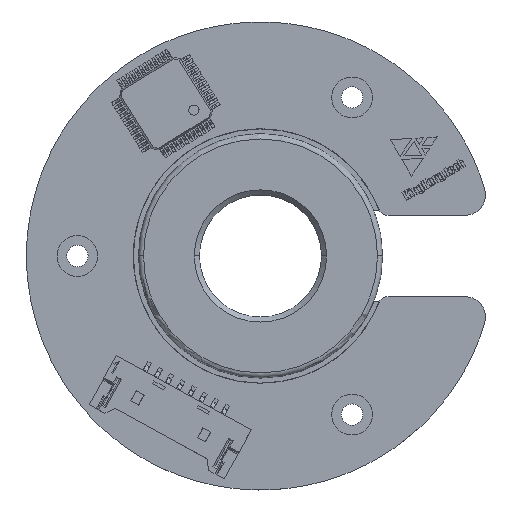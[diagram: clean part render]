
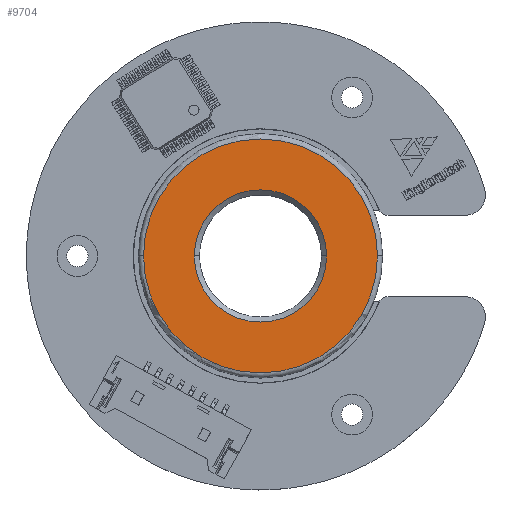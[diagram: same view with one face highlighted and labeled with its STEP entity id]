
A CAD part, top view. The second image highlights one B-rep face of the part: STEP entity #9704.
In plain terms, the highlighted face is planar.
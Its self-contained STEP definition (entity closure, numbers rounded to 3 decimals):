
#751 = CIRCLE ( 'NONE', #36036, 6.5 ) ;
#776 = DIRECTION ( 'NONE',  ( 0., 0., 1. ) ) ;
#1172 = ORIENTED_EDGE ( 'NONE', *, *, #6966, .T. ) ;
#3560 = CARTESIAN_POINT ( 'NONE',  ( 9.2, 0., 0. ) ) ;
#4139 = DIRECTION ( 'NONE',  ( -1., 0., 0. ) ) ;
#5460 = EDGE_CURVE ( 'NONE', #10212, #25658, #11096, .T. ) ;
#5869 = ORIENTED_EDGE ( 'NONE', *, *, #32366, .T. ) ;
#6409 = DIRECTION ( 'NONE',  ( -1., 0., 0. ) ) ;
#6892 = CARTESIAN_POINT ( 'NONE',  ( 9.2, 0., 0. ) ) ;
#6966 = EDGE_CURVE ( 'NONE', #9396, #24279, #9466, .T. ) ;
#7545 = CARTESIAN_POINT ( 'NONE',  ( 9.2, 0., 6.5 ) ) ;
#8924 = AXIS2_PLACEMENT_3D ( 'NONE', #15487, #15349, #27743 ) ;
#9396 = VERTEX_POINT ( 'NONE', #17520 ) ;
#9466 = CIRCLE ( 'NONE', #25862, 11.5 ) ;
#9704 = ADVANCED_FACE ( 'NONE', ( #28185, #19602 ), #30784, .F. ) ;
#10212 = VERTEX_POINT ( 'NONE', #7545 ) ;
#11096 = CIRCLE ( 'NONE', #29852, 6.5 ) ;
#15349 = DIRECTION ( 'NONE',  ( -1., 0., 0. ) ) ;
#15487 = CARTESIAN_POINT ( 'NONE',  ( 9.2, 12., 0. ) ) ;
#15579 = EDGE_CURVE ( 'NONE', #24279, #9396, #25777, .T. ) ;
#15858 = DIRECTION ( 'NONE',  ( 0., 0., 1. ) ) ;
#16110 = DIRECTION ( 'NONE',  ( 1., 0., 0. ) ) ;
#17520 = CARTESIAN_POINT ( 'NONE',  ( 9.2, 0., -11.5 ) ) ;
#19216 = CARTESIAN_POINT ( 'NONE',  ( 9.2, 0., -6.5 ) ) ;
#19602 = FACE_BOUND ( 'NONE', #21248, .T. ) ;
#19796 = EDGE_LOOP ( 'NONE', ( #31920, #1172 ) ) ;
#21248 = EDGE_LOOP ( 'NONE', ( #5869, #29923 ) ) ;
#21625 = DIRECTION ( 'NONE',  ( 0., 0., 1. ) ) ;
#24279 = VERTEX_POINT ( 'NONE', #30067 ) ;
#24719 = CARTESIAN_POINT ( 'NONE',  ( 9.2, 0., 0. ) ) ;
#24948 = DIRECTION ( 'NONE',  ( 1., 0., 0. ) ) ;
#25491 = AXIS2_PLACEMENT_3D ( 'NONE', #6892, #16110, #15858 ) ;
#25658 = VERTEX_POINT ( 'NONE', #19216 ) ;
#25771 = CARTESIAN_POINT ( 'NONE',  ( 9.2, 0., 0. ) ) ;
#25777 = CIRCLE ( 'NONE', #25491, 11.5 ) ;
#25862 = AXIS2_PLACEMENT_3D ( 'NONE', #3560, #24948, #21625 ) ;
#27743 = DIRECTION ( 'NONE',  ( 0., 0., 1. ) ) ;
#27755 = DIRECTION ( 'NONE',  ( 0., 0., 1. ) ) ;
#28185 = FACE_OUTER_BOUND ( 'NONE', #19796, .T. ) ;
#29852 = AXIS2_PLACEMENT_3D ( 'NONE', #24719, #6409, #27755 ) ;
#29923 = ORIENTED_EDGE ( 'NONE', *, *, #5460, .T. ) ;
#30067 = CARTESIAN_POINT ( 'NONE',  ( 9.2, 0., 11.5 ) ) ;
#30784 = PLANE ( 'NONE',  #8924 ) ;
#31920 = ORIENTED_EDGE ( 'NONE', *, *, #15579, .T. ) ;
#32366 = EDGE_CURVE ( 'NONE', #25658, #10212, #751, .T. ) ;
#36036 = AXIS2_PLACEMENT_3D ( 'NONE', #25771, #4139, #776 ) ;
